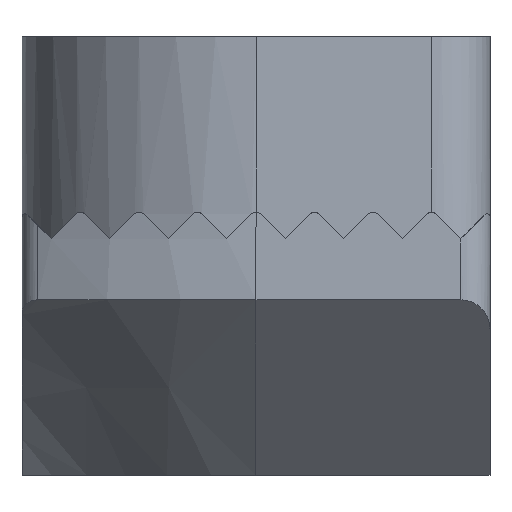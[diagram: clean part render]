
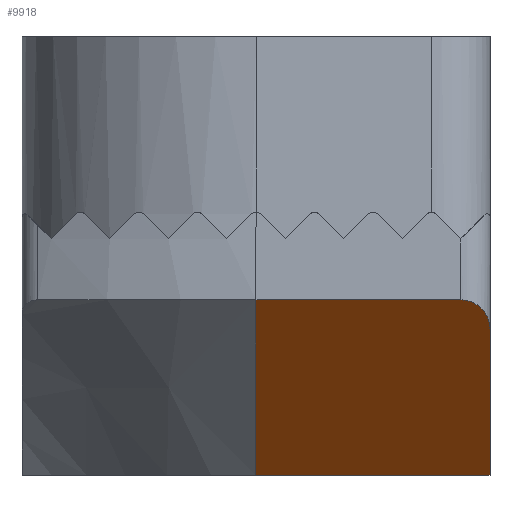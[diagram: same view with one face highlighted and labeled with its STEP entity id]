
A CAD part, left-side view. The second image highlights one B-rep face of the part: STEP entity #9918.
In plain terms, the highlighted planar face has unit normal (-0.707, 0, -0.707).
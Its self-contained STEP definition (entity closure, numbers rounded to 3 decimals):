
#202 = CYLINDRICAL_SURFACE('',#203,0.5);
#203 = AXIS2_PLACEMENT_3D('',#204,#205,#206);
#204 = CARTESIAN_POINT('',(-7.5,-3.5,4.5));
#205 = DIRECTION('',(0.,0.,1.));
#206 = DIRECTION('',(-1.,0.,0.));
#783 = PLANE('',#784);
#784 = AXIS2_PLACEMENT_3D('',#785,#786,#787);
#785 = CARTESIAN_POINT('',(-8.,-4.,4.5));
#786 = DIRECTION('',(1.,0.,0.));
#787 = DIRECTION('',(-0.,1.,0.));
#3406 = PLANE('',#3407);
#3407 = AXIS2_PLACEMENT_3D('',#3408,#3409,#3410);
#3408 = CARTESIAN_POINT('',(0.,0.,0.));
#3409 = DIRECTION('',(0.,0.,1.));
#3410 = DIRECTION('',(1.,0.,-0.));
#8565 = CONICAL_SURFACE('',#8566,8.,0.785);
#8566 = AXIS2_PLACEMENT_3D('',#8567,#8568,#8569);
#8567 = CARTESIAN_POINT('',(0.,0.,3.));
#8568 = DIRECTION('',(-0.,-0.,1.));
#8569 = DIRECTION('',(1.,0.,0.));
#8694 = VERTEX_POINT('',#8695);
#8695 = CARTESIAN_POINT('',(-8.,0.,3.));
#8755 = EDGE_CURVE('',#8694,#8756,#8758,.T.);
#8756 = VERTEX_POINT('',#8757);
#8757 = CARTESIAN_POINT('',(-8.,-3.5,3.));
#8758 = SURFACE_CURVE('',#8759,(#8763,#8770),.PCURVE_S1.);
#8759 = LINE('',#8760,#8761);
#8760 = CARTESIAN_POINT('',(-8.,-4.,3.));
#8761 = VECTOR('',#8762,1.);
#8762 = DIRECTION('',(0.,-1.,0.));
#8763 = PCURVE('',#783,#8764);
#8764 = DEFINITIONAL_REPRESENTATION('',(#8765),#8769);
#8765 = LINE('',#8766,#8767);
#8766 = CARTESIAN_POINT('',(0.,-1.5));
#8767 = VECTOR('',#8768,1.);
#8768 = DIRECTION('',(-1.,0.));
#8769 = ( GEOMETRIC_REPRESENTATION_CONTEXT(2) 
PARAMETRIC_REPRESENTATION_CONTEXT() REPRESENTATION_CONTEXT('2D SPACE',''
  ) );
#8770 = PCURVE('',#8771,#8776);
#8771 = PLANE('',#8772);
#8772 = AXIS2_PLACEMENT_3D('',#8773,#8774,#8775);
#8773 = CARTESIAN_POINT('',(-8.,-4.,3.));
#8774 = DIRECTION('',(0.707,0.,0.707));
#8775 = DIRECTION('',(0.,-1.,0.));
#8776 = DEFINITIONAL_REPRESENTATION('',(#8777),#8781);
#8777 = LINE('',#8778,#8779);
#8778 = CARTESIAN_POINT('',(0.,0.));
#8779 = VECTOR('',#8780,1.);
#8780 = DIRECTION('',(1.,0.));
#8781 = ( GEOMETRIC_REPRESENTATION_CONTEXT(2) 
PARAMETRIC_REPRESENTATION_CONTEXT() REPRESENTATION_CONTEXT('2D SPACE',''
  ) );
#8833 = PLANE('',#8834);
#8834 = AXIS2_PLACEMENT_3D('',#8835,#8836,#8837);
#8835 = CARTESIAN_POINT('',(-8.,-4.,4.5));
#8836 = DIRECTION('',(-0.,1.,0.));
#8837 = DIRECTION('',(1.,0.,0.));
#8899 = VERTEX_POINT('',#8900);
#8900 = CARTESIAN_POINT('',(-7.5,-4.,2.5));
#8921 = EDGE_CURVE('',#8899,#8922,#8924,.T.);
#8922 = VERTEX_POINT('',#8923);
#8923 = CARTESIAN_POINT('',(-5.,-4.,0.));
#8924 = SURFACE_CURVE('',#8925,(#8929,#8936),.PCURVE_S1.);
#8925 = LINE('',#8926,#8927);
#8926 = CARTESIAN_POINT('',(-8.,-4.,3.));
#8927 = VECTOR('',#8928,1.);
#8928 = DIRECTION('',(0.707,-0.,-0.707));
#8929 = PCURVE('',#8833,#8930);
#8930 = DEFINITIONAL_REPRESENTATION('',(#8931),#8935);
#8931 = LINE('',#8932,#8933);
#8932 = CARTESIAN_POINT('',(0.,1.5));
#8933 = VECTOR('',#8934,1.);
#8934 = DIRECTION('',(0.707,0.707));
#8935 = ( GEOMETRIC_REPRESENTATION_CONTEXT(2) 
PARAMETRIC_REPRESENTATION_CONTEXT() REPRESENTATION_CONTEXT('2D SPACE',''
  ) );
#8936 = PCURVE('',#8771,#8937);
#8937 = DEFINITIONAL_REPRESENTATION('',(#8938),#8942);
#8938 = LINE('',#8939,#8940);
#8939 = CARTESIAN_POINT('',(0.,0.));
#8940 = VECTOR('',#8941,1.);
#8941 = DIRECTION('',(0.,1.));
#8942 = ( GEOMETRIC_REPRESENTATION_CONTEXT(2) 
PARAMETRIC_REPRESENTATION_CONTEXT() REPRESENTATION_CONTEXT('2D SPACE',''
  ) );
#9139 = EDGE_CURVE('',#8922,#9140,#9142,.T.);
#9140 = VERTEX_POINT('',#9141);
#9141 = CARTESIAN_POINT('',(-5.,0.,0.));
#9142 = SURFACE_CURVE('',#9143,(#9147,#9154),.PCURVE_S1.);
#9143 = LINE('',#9144,#9145);
#9144 = CARTESIAN_POINT('',(-5.,0.,0.));
#9145 = VECTOR('',#9146,1.);
#9146 = DIRECTION('',(0.,1.,0.));
#9147 = PCURVE('',#3406,#9148);
#9148 = DEFINITIONAL_REPRESENTATION('',(#9149),#9153);
#9149 = LINE('',#9150,#9151);
#9150 = CARTESIAN_POINT('',(-5.,0.));
#9151 = VECTOR('',#9152,1.);
#9152 = DIRECTION('',(0.,1.));
#9153 = ( GEOMETRIC_REPRESENTATION_CONTEXT(2) 
PARAMETRIC_REPRESENTATION_CONTEXT() REPRESENTATION_CONTEXT('2D SPACE',''
  ) );
#9154 = PCURVE('',#8771,#9155);
#9155 = DEFINITIONAL_REPRESENTATION('',(#9156),#9160);
#9156 = LINE('',#9157,#9158);
#9157 = CARTESIAN_POINT('',(-4.,4.243));
#9158 = VECTOR('',#9159,1.);
#9159 = DIRECTION('',(-1.,0.));
#9160 = ( GEOMETRIC_REPRESENTATION_CONTEXT(2) 
PARAMETRIC_REPRESENTATION_CONTEXT() REPRESENTATION_CONTEXT('2D SPACE',''
  ) );
#9898 = EDGE_CURVE('',#8694,#9140,#9899,.T.);
#9899 = SURFACE_CURVE('',#9900,(#9904,#9911),.PCURVE_S1.);
#9900 = LINE('',#9901,#9902);
#9901 = CARTESIAN_POINT('',(-8.,0.,3.));
#9902 = VECTOR('',#9903,1.);
#9903 = DIRECTION('',(0.707,0.,-0.707));
#9904 = PCURVE('',#8565,#9905);
#9905 = DEFINITIONAL_REPRESENTATION('',(#9906),#9910);
#9906 = LINE('',#9907,#9908);
#9907 = CARTESIAN_POINT('',(3.142,0.));
#9908 = VECTOR('',#9909,1.);
#9909 = DIRECTION('',(0.,-1.));
#9910 = ( GEOMETRIC_REPRESENTATION_CONTEXT(2) 
PARAMETRIC_REPRESENTATION_CONTEXT() REPRESENTATION_CONTEXT('2D SPACE',''
  ) );
#9911 = PCURVE('',#8771,#9912);
#9912 = DEFINITIONAL_REPRESENTATION('',(#9913),#9917);
#9913 = LINE('',#9914,#9915);
#9914 = CARTESIAN_POINT('',(-4.,0.));
#9915 = VECTOR('',#9916,1.);
#9916 = DIRECTION('',(0.,1.));
#9917 = ( GEOMETRIC_REPRESENTATION_CONTEXT(2) 
PARAMETRIC_REPRESENTATION_CONTEXT() REPRESENTATION_CONTEXT('2D SPACE',''
  ) );
#9918 = ADVANCED_FACE('',(#9919),#8771,.F.);
#9919 = FACE_BOUND('',#9920,.T.);
#9920 = EDGE_LOOP('',(#9921,#9922,#9967,#9968,#9969));
#9921 = ORIENTED_EDGE('',*,*,#8921,.F.);
#9922 = ORIENTED_EDGE('',*,*,#9923,.T.);
#9923 = EDGE_CURVE('',#8899,#8756,#9924,.T.);
#9924 = SURFACE_CURVE('',#9925,(#9930,#9938),.PCURVE_S1.);
#9925 = ( BOUNDED_CURVE() B_SPLINE_CURVE(3,(#9926,#9927,#9928,#9929),
.UNSPECIFIED.,.F.,.F.) B_SPLINE_CURVE_WITH_KNOTS((4,4),(1.571,
3.142),.PIECEWISE_BEZIER_KNOTS.) CURVE() 
GEOMETRIC_REPRESENTATION_ITEM() RATIONAL_B_SPLINE_CURVE((1.,
0.805,0.805,1.)) REPRESENTATION_ITEM('') );
#9926 = CARTESIAN_POINT('',(-7.5,-4.,2.5));
#9927 = CARTESIAN_POINT('',(-7.793,-4.,2.793));
#9928 = CARTESIAN_POINT('',(-8.,-3.793,3.));
#9929 = CARTESIAN_POINT('',(-8.,-3.5,3.));
#9930 = PCURVE('',#8771,#9931);
#9931 = DEFINITIONAL_REPRESENTATION('',(#9932),#9937);
#9932 = ( BOUNDED_CURVE() B_SPLINE_CURVE(3,(#9933,#9934,#9935,#9936),
.UNSPECIFIED.,.F.,.F.) B_SPLINE_CURVE_WITH_KNOTS((4,4),(1.571,
3.142),.PIECEWISE_BEZIER_KNOTS.) CURVE() 
GEOMETRIC_REPRESENTATION_ITEM() RATIONAL_B_SPLINE_CURVE((1.,
0.805,0.805,1.)) REPRESENTATION_ITEM('') );
#9933 = CARTESIAN_POINT('',(0.,0.707));
#9934 = CARTESIAN_POINT('',(0.,0.293));
#9935 = CARTESIAN_POINT('',(-0.207,0.));
#9936 = CARTESIAN_POINT('',(-0.5,0.));
#9937 = ( GEOMETRIC_REPRESENTATION_CONTEXT(2) 
PARAMETRIC_REPRESENTATION_CONTEXT() REPRESENTATION_CONTEXT('2D SPACE',''
  ) );
#9938 = PCURVE('',#202,#9939);
#9939 = DEFINITIONAL_REPRESENTATION('',(#9940),#9966);
#9940 = B_SPLINE_CURVE_WITH_KNOTS('',3,(#9941,#9942,#9943,#9944,#9945,
    #9946,#9947,#9948,#9949,#9950,#9951,#9952,#9953,#9954,#9955,#9956,
    #9957,#9958,#9959,#9960,#9961,#9962,#9963,#9964,#9965),
  .UNSPECIFIED.,.F.,.F.,(4,1,1,1,1,1,1,1,1,1,1,1,1,1,1,1,1,1,1,1,1,1,4),
  (1.571,1.642,1.714,1.785,
    1.856,1.928,1.999,2.071,
    2.142,2.213,2.285,2.356,
    2.428,2.499,2.57,2.642,
    2.713,2.785,2.856,2.927,
    2.999,3.07,3.142),.QUASI_UNIFORM_KNOTS.);
#9941 = CARTESIAN_POINT('',(1.571,-2.));
#9942 = CARTESIAN_POINT('',(1.549,-1.989));
#9943 = CARTESIAN_POINT('',(1.506,-1.968));
#9944 = CARTESIAN_POINT('',(1.439,-1.934));
#9945 = CARTESIAN_POINT('',(1.371,-1.901));
#9946 = CARTESIAN_POINT('',(1.301,-1.867));
#9947 = CARTESIAN_POINT('',(1.23,-1.833));
#9948 = CARTESIAN_POINT('',(1.158,-1.799));
#9949 = CARTESIAN_POINT('',(1.085,-1.766));
#9950 = CARTESIAN_POINT('',(1.01,-1.734));
#9951 = CARTESIAN_POINT('',(0.936,-1.703));
#9952 = CARTESIAN_POINT('',(0.861,-1.674));
#9953 = CARTESIAN_POINT('',(0.785,-1.646));
#9954 = CARTESIAN_POINT('',(0.71,-1.62));
#9955 = CARTESIAN_POINT('',(0.635,-1.597));
#9956 = CARTESIAN_POINT('',(0.56,-1.576));
#9957 = CARTESIAN_POINT('',(0.486,-1.558));
#9958 = CARTESIAN_POINT('',(0.413,-1.542));
#9959 = CARTESIAN_POINT('',(0.341,-1.528));
#9960 = CARTESIAN_POINT('',(0.27,-1.518));
#9961 = CARTESIAN_POINT('',(0.2,-1.51));
#9962 = CARTESIAN_POINT('',(0.132,-1.504));
#9963 = CARTESIAN_POINT('',(0.065,-1.501));
#9964 = CARTESIAN_POINT('',(0.021,-1.5));
#9965 = CARTESIAN_POINT('',(0.,-1.5));
#9966 = ( GEOMETRIC_REPRESENTATION_CONTEXT(2) 
PARAMETRIC_REPRESENTATION_CONTEXT() REPRESENTATION_CONTEXT('2D SPACE',''
  ) );
#9967 = ORIENTED_EDGE('',*,*,#8755,.F.);
#9968 = ORIENTED_EDGE('',*,*,#9898,.T.);
#9969 = ORIENTED_EDGE('',*,*,#9139,.F.);
